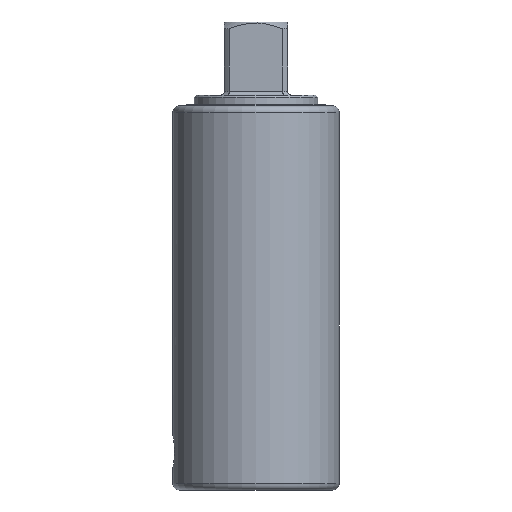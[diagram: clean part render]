
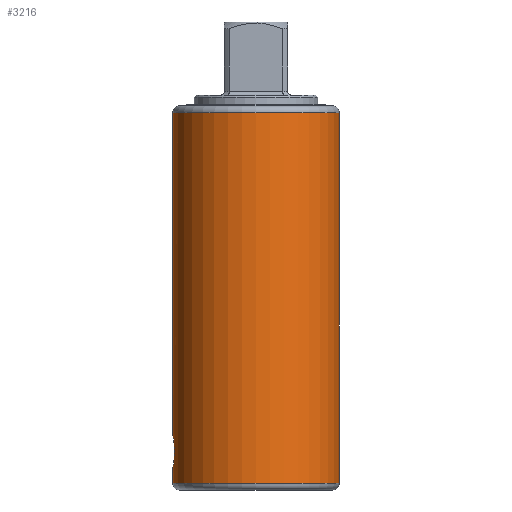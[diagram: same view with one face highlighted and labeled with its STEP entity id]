
A CAD part, left-side view. The second image highlights one B-rep face of the part: STEP entity #3216.
In plain terms, the highlighted cylindrical face has radius 12.5 mm (diameter 25 mm), a partial arc.
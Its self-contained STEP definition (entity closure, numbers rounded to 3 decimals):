
#2884=CARTESIAN_POINT('',(0.,0.,56.4));
#2885=DIRECTION('',(0.,0.,-1.));
#2886=DIRECTION('',(0.,-1.,0.));
#2887=AXIS2_PLACEMENT_3D('',#2884,#2885,#2886);
#2889=CARTESIAN_POINT('',(0.,0.,0.7));
#2890=DIRECTION('',(0.,0.,-1.));
#2891=DIRECTION('',(0.,-1.,0.));
#2892=AXIS2_PLACEMENT_3D('',#2889,#2890,#2891);
#2894=CARTESIAN_POINT('',(0.,12.5,8.));
#2895=CARTESIAN_POINT('',(-0.184,12.5,8.));
#2896=CARTESIAN_POINT('',(-0.547,12.492,
7.961));
#2897=CARTESIAN_POINT('',(-1.092,12.456,7.774));
#2898=CARTESIAN_POINT('',(-1.573,12.403,7.47));
#2899=CARTESIAN_POINT('',(-1.963,12.347,7.081));
#2900=CARTESIAN_POINT('',(-2.272,12.293,6.596));
#2901=CARTESIAN_POINT('',(-2.46,12.256,6.051));
#2902=CARTESIAN_POINT('',(-2.52,12.243,5.501));
#2903=CARTESIAN_POINT('',(-2.461,12.256,4.951));
#2904=CARTESIAN_POINT('',(-2.272,12.293,4.405));
#2905=CARTESIAN_POINT('',(-1.965,12.346,3.921));
#2906=CARTESIAN_POINT('',(-1.575,12.403,3.532));
#2907=CARTESIAN_POINT('',(-1.093,12.456,3.227));
#2908=CARTESIAN_POINT('',(-0.547,12.492,
3.039));
#2909=CARTESIAN_POINT('',(-0.184,12.5,3.));
#2910=CARTESIAN_POINT('',(0.,12.5,3.));
#2927=DIRECTION('',(0.,0.,-1.));
#2928=VECTOR('',#2927,48.4);
#2929=CARTESIAN_POINT('',(0.,12.5,56.4));
#2930=LINE('',#2929,#2928);
#2949=DIRECTION('',(0.,0.,-1.));
#2950=VECTOR('',#2949,2.3);
#2951=CARTESIAN_POINT('',(0.,12.5,3.));
#2952=LINE('',#2951,#2950);
#2958=DIRECTION('',(0.,0.,-1.));
#2959=VECTOR('',#2958,55.7);
#2960=CARTESIAN_POINT('',(0.,-12.5,56.4));
#2961=LINE('',#2960,#2959);
#3091=VERTEX_POINT('',#2894);
#3092=VERTEX_POINT('',#2910);
#3107=CARTESIAN_POINT('',(0.,-12.5,0.7));
#3108=CARTESIAN_POINT('',(0.,12.5,0.7));
#3109=VERTEX_POINT('',#3107);
#3110=VERTEX_POINT('',#3108);
#3115=CARTESIAN_POINT('',(0.,-12.5,56.4));
#3116=CARTESIAN_POINT('',(0.,12.5,56.4));
#3117=VERTEX_POINT('',#3115);
#3118=VERTEX_POINT('',#3116);
#3198=CARTESIAN_POINT('',(0.,0.,-3.185));
#3199=DIRECTION('',(0.,0.,1.));
#3200=DIRECTION('',(0.,-1.,0.));
#3201=AXIS2_PLACEMENT_3D('',#3198,#3199,#3200);
#3202=CYLINDRICAL_SURFACE('',#3201,12.5);
#3204=ORIENTED_EDGE('',*,*,#3203,.F.);
#3206=ORIENTED_EDGE('',*,*,#3205,.T.);
#3208=ORIENTED_EDGE('',*,*,#3207,.T.);
#3210=ORIENTED_EDGE('',*,*,#3209,.F.);
#3211=ORIENTED_EDGE('',*,*,#3177,.F.);
#3213=ORIENTED_EDGE('',*,*,#3212,.F.);
#3214=EDGE_LOOP('',(#3204,#3206,#3208,#3210,#3211,#3213));
#3215=FACE_OUTER_BOUND('',#3214,.F.);
#3216=ADVANCED_FACE('',(#3215),#3202,.T.);
#2888=CIRCLE('',#2887,12.5);
#2893=CIRCLE('',#2892,12.5);
#2911=B_SPLINE_CURVE_WITH_KNOTS('',3,(#2894,#2895,#2896,#2897,#2898,#2899,#2900,
#2901,#2902,#2903,#2904,#2905,#2906,#2907,#2908,#2909,#2910),.UNSPECIFIED.,.F.,
.F.,(4,1,1,1,1,1,1,1,1,1,1,1,1,1,4),(0.,0.071,0.143,
0.214,0.286,0.357,0.429,0.5,
0.571,0.643,0.714,0.786,
0.857,0.929,1.),.UNSPECIFIED.);
#3177=EDGE_CURVE('',#3091,#3092,#2911,.T.);
#3203=EDGE_CURVE('',#3117,#3118,#2888,.T.);
#3205=EDGE_CURVE('',#3117,#3109,#2961,.T.);
#3207=EDGE_CURVE('',#3109,#3110,#2893,.T.);
#3209=EDGE_CURVE('',#3092,#3110,#2952,.T.);
#3212=EDGE_CURVE('',#3118,#3091,#2930,.T.);
